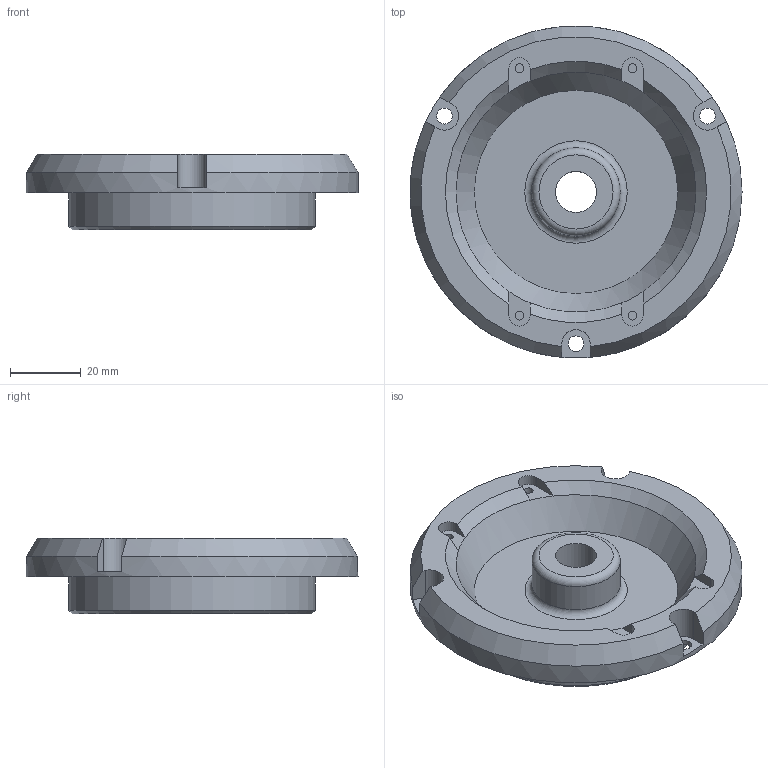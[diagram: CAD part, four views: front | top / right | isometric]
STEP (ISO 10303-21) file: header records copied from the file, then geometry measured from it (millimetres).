
FILE_DESCRIPTION(/* description */ (''),/* implementation_level */ '2;1');
FILE_NAME(/* name */ '100ml(ZirconiaCasing).step',/* time_stamp */ '2024-05-09T15:51:50+01:00',/* author */ (''),/* organization */ (''),/* preprocessor_version */ 'ST-DEVELOPER v20',/* originating_system */ 'Autodesk Translation Framework v12.20.1.177',/* authorisation */ '');
FILE_SCHEMA (('AUTOMOTIVE_DESIGN { 1 0 10303 214 3 1 1 }'));
Length unit declared in the file: millimetre
Products named in the file (1): 100ml(ZirconiaCasing)
Bounding box: 94 x 94 x 21.5 mm (x, y, z)
Volume: 75682 mm3; surface area: 21896.5 mm2
Topology: 1 solids, 1 shells, 60 faces, 142 edges, 91 vertices
Faces by surface type: plane 30, cylinder 18, cone 10, torus 2
Full cylindrical faces by diameter (mm): 2.529 x4, 4.5 x3, 11.668 x1, 25 x1, 69.8 x1, 94 x1
Entity records: 1779 total; most frequent: CARTESIAN_POINT 322, DIRECTION 316, ORIENTED_EDGE 284, EDGE_CURVE 142, AXIS2_PLACEMENT_3D 127, VERTEX_POINT 91, EDGE_LOOP 75, CIRCLE 66
